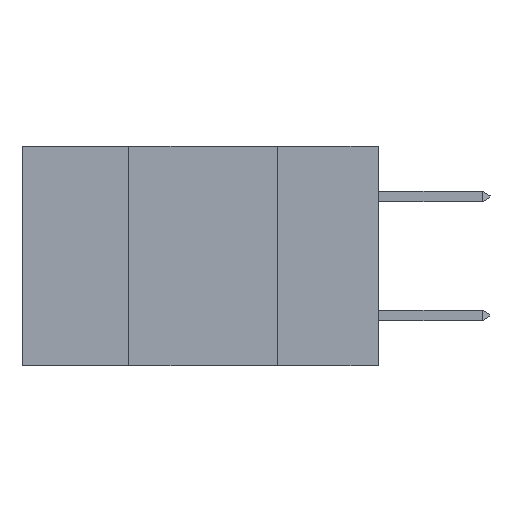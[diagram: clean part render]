
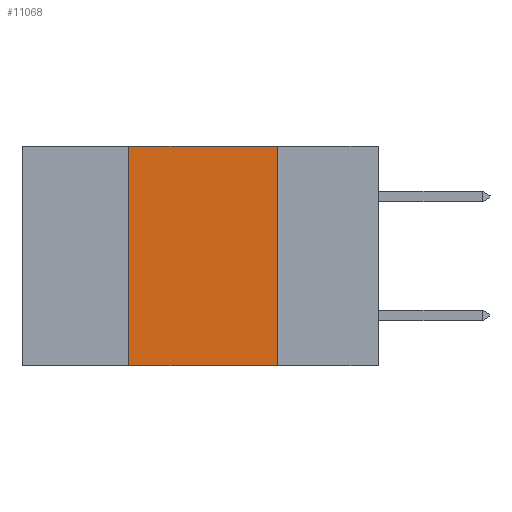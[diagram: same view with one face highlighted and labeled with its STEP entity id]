
A CAD part, left-side view. The second image highlights one B-rep face of the part: STEP entity #11068.
In plain terms, the highlighted planar face has unit normal (-1, 0, 0).
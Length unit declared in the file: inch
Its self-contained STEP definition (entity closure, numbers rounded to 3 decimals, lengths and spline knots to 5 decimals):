
#23 = CARTESIAN_POINT ( 'NONE',  ( 0., 0.42, -0.37 ) ) ;
#492 = CARTESIAN_POINT ( 'NONE',  ( 0., 0.6, 0. ) ) ;
#1116 = EDGE_CURVE ( 'NONE', #2045, #1828, #13255, .T. ) ;
#1586 = LINE ( 'NONE', #4960, #9627 ) ;
#1799 = EDGE_LOOP ( 'NONE', ( #5354, #6357, #1838, #7759 ) ) ;
#1828 = VERTEX_POINT ( 'NONE', #9900 ) ;
#1838 = ORIENTED_EDGE ( 'NONE', *, *, #9418, .F. ) ;
#2045 = VERTEX_POINT ( 'NONE', #10754 ) ;
#2279 = VECTOR ( 'NONE', #9324, 39.37008 ) ;
#2509 = CARTESIAN_POINT ( 'NONE',  ( 0., 0.6, 0. ) ) ;
#2676 = LINE ( 'NONE', #11535, #11717 ) ;
#3202 = VECTOR ( 'NONE', #8740, 39.37008 ) ;
#3684 = DIRECTION ( 'NONE',  ( 1., 0., 0. ) ) ;
#3764 = PLANE ( 'NONE',  #10820 ) ;
#4156 = EDGE_CURVE ( 'NONE', #9920, #2045, #12526, .T. ) ;
#4960 = CARTESIAN_POINT ( 'NONE',  ( 0., 0.42, -0.37 ) ) ;
#5354 = ORIENTED_EDGE ( 'NONE', *, *, #1116, .F. ) ;
#6110 = DIRECTION ( 'NONE',  ( 0., 0., -1. ) ) ;
#6357 = ORIENTED_EDGE ( 'NONE', *, *, #4156, .F. ) ;
#7105 = VERTEX_POINT ( 'NONE', #23 ) ;
#7759 = ORIENTED_EDGE ( 'NONE', *, *, #9798, .T. ) ;
#8740 = DIRECTION ( 'NONE',  ( 0., 0., -1. ) ) ;
#9261 = DIRECTION ( 'NONE',  ( 0., -1., 0. ) ) ;
#9324 = DIRECTION ( 'NONE',  ( 0., -1., 0. ) ) ;
#9418 = EDGE_CURVE ( 'NONE', #7105, #9920, #1586, .T. ) ;
#9438 = DIRECTION ( 'NONE',  ( 0., 0., 1. ) ) ;
#9627 = VECTOR ( 'NONE', #9438, 39.37008 ) ;
#9798 = EDGE_CURVE ( 'NONE', #7105, #1828, #2676, .T. ) ;
#9900 = CARTESIAN_POINT ( 'NONE',  ( 0., 0.17, -0.37 ) ) ;
#9920 = VERTEX_POINT ( 'NONE', #10889 ) ;
#10754 = CARTESIAN_POINT ( 'NONE',  ( 0., 0.17, 0. ) ) ;
#10820 = AXIS2_PLACEMENT_3D ( 'NONE', #492, #3684, #6110 ) ;
#10889 = CARTESIAN_POINT ( 'NONE',  ( 0., 0.42, 0. ) ) ;
#11068 = ADVANCED_FACE ( 'NONE', ( #11677 ), #3764, .F. ) ;
#11535 = CARTESIAN_POINT ( 'NONE',  ( 0., 0.6, -0.37 ) ) ;
#11677 = FACE_OUTER_BOUND ( 'NONE', #1799, .T. ) ;
#11717 = VECTOR ( 'NONE', #9261, 39.37008 ) ;
#12080 = CARTESIAN_POINT ( 'NONE',  ( 0., 0.17, -0.37 ) ) ;
#12526 = LINE ( 'NONE', #2509, #2279 ) ;
#13255 = LINE ( 'NONE', #12080, #3202 ) ;
